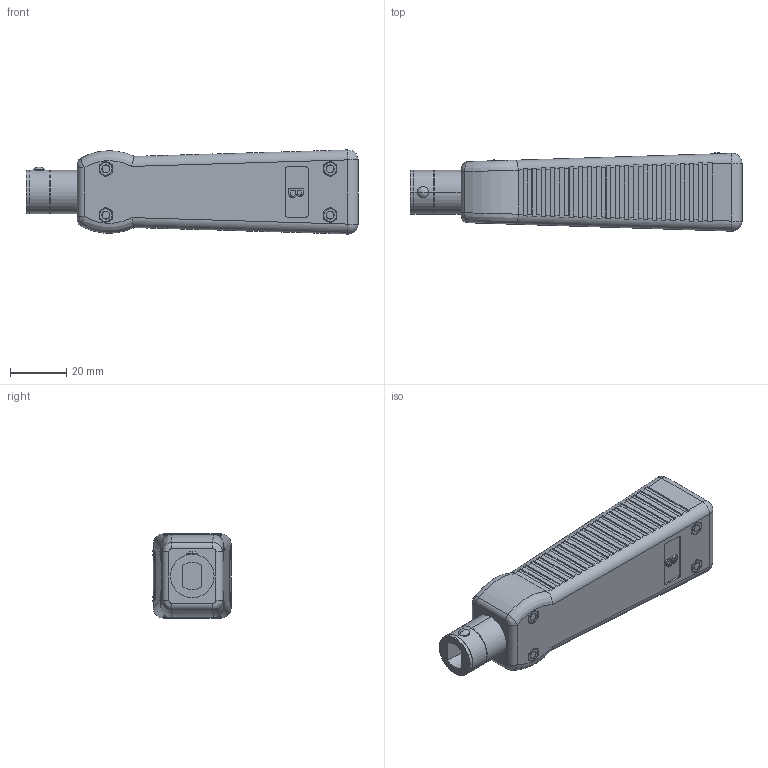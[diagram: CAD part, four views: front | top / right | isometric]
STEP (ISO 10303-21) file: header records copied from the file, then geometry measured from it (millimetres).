
FILE_DESCRIPTION (( 'STEP AP214' ), '1' );
FILE_NAME ('H353.STEP', '2014-03-12T12:07:37', ( 'x' ), ( '' ), 'SwSTEP 2.0', 'SolidWorks 2012', '' );
FILE_SCHEMA (( 'AUTOMOTIVE_DESIGN' ));
Length unit declared in the file: inch
Products named in the file (4): SP62519-MA2; 3AA01-033; H353
Assembly tree (9 placements, depth 2):
  H353
    H353
    3AA01-033  x4
    SP62519-MA2  x4
Bounding box: 118.31 x 27.89 x 29.98 mm (x, y, z)
Volume: 68887.5 mm3; surface area: 15020.7 mm2
Topology: 9 solids, 9 shells, 966 faces, 2712 edges, 1787 vertices
Faces by surface type: plane 432, cylinder 423, cone 36, torus 32, bspline 29, sphere 14
Entity records: 23699 total; most frequent: CARTESIAN_POINT 6725, ORIENTED_EDGE 3014, DIRECTION 2327, EDGE_CURVE 1507, VERTEX_POINT 994, VECTOR 923, LINE 923, AXIS2_PLACEMENT_3D 702
